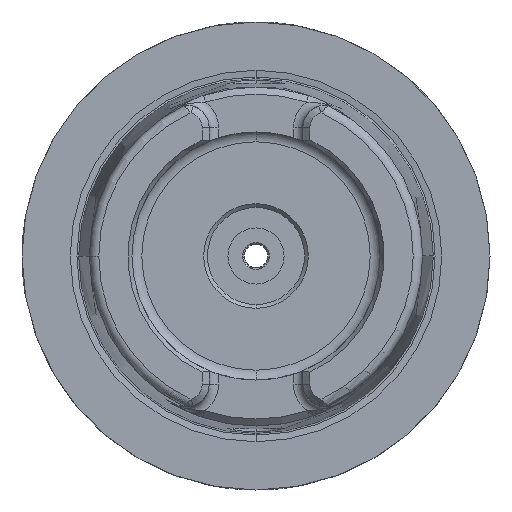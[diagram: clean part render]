
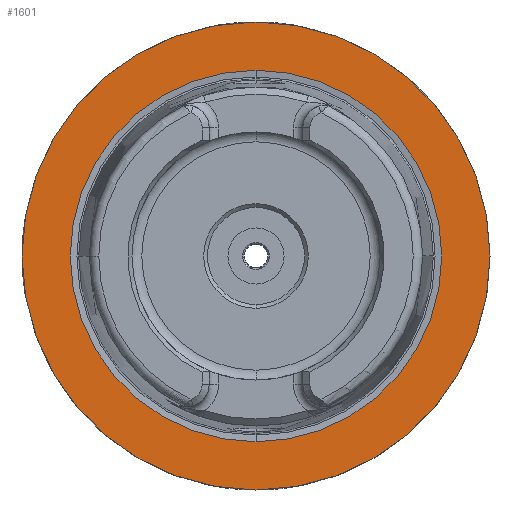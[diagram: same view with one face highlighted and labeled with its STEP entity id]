
A CAD part, left-side view. The second image highlights one B-rep face of the part: STEP entity #1601.
In plain terms, the highlighted planar face has unit normal (-1, 0, 0).
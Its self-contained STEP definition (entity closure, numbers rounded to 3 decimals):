
#55 = DIRECTION ( 'NONE',  ( -1., 0., 0. ) ) ;
#272 = AXIS2_PLACEMENT_3D ( 'NONE', #7822, #6894, #12409 ) ;
#284 = CARTESIAN_POINT ( 'NONE',  ( 0., 0., 0. ) ) ;
#366 = FACE_BOUND ( 'NONE', #5767, .T. ) ;
#569 = VERTEX_POINT ( 'NONE', #11699 ) ;
#901 = VERTEX_POINT ( 'NONE', #4123 ) ;
#1250 = DIRECTION ( 'NONE',  ( 0., 0., 1. ) ) ;
#1411 = ORIENTED_EDGE ( 'NONE', *, *, #9370, .T. ) ;
#1601 = ADVANCED_FACE ( 'NONE', ( #10215, #366 ), #6552, .F. ) ;
#2228 = DIRECTION ( 'NONE',  ( -1., 0., 0. ) ) ;
#2858 = ORIENTED_EDGE ( 'NONE', *, *, #11736, .F. ) ;
#3423 = DIRECTION ( 'NONE',  ( -1., 0., 0. ) ) ;
#4123 = CARTESIAN_POINT ( 'NONE',  ( 0., 0., -50. ) ) ;
#4626 = AXIS2_PLACEMENT_3D ( 'NONE', #9139, #3423, #10086 ) ;
#4632 = CARTESIAN_POINT ( 'NONE',  ( 0., 0., -39.682 ) ) ;
#5131 = ORIENTED_EDGE ( 'NONE', *, *, #8519, .T. ) ;
#5764 = CARTESIAN_POINT ( 'NONE',  ( 0., 0., 0. ) ) ;
#5767 = EDGE_LOOP ( 'NONE', ( #2858, #9980 ) ) ;
#5818 = CARTESIAN_POINT ( 'NONE',  ( 0., 0., 39.682 ) ) ;
#6480 = CIRCLE ( 'NONE', #4626, 39.682 ) ;
#6552 = PLANE ( 'NONE',  #272 ) ;
#6703 = EDGE_CURVE ( 'NONE', #7117, #7970, #7589, .T. ) ;
#6724 = DIRECTION ( 'NONE',  ( 0., 0., 1. ) ) ;
#6894 = DIRECTION ( 'NONE',  ( 1., 0., 0. ) ) ;
#6937 = DIRECTION ( 'NONE',  ( -1., 0., 0. ) ) ;
#7117 = VERTEX_POINT ( 'NONE', #4632 ) ;
#7560 = AXIS2_PLACEMENT_3D ( 'NONE', #5764, #55, #6724 ) ;
#7589 = CIRCLE ( 'NONE', #8900, 39.682 ) ;
#7822 = CARTESIAN_POINT ( 'NONE',  ( 0., 0., 0. ) ) ;
#7905 = CARTESIAN_POINT ( 'NONE',  ( 0., 0., 0. ) ) ;
#7970 = VERTEX_POINT ( 'NONE', #5818 ) ;
#8519 = EDGE_CURVE ( 'NONE', #569, #901, #12211, .T. ) ;
#8876 = DIRECTION ( 'NONE',  ( 0., 0., 1. ) ) ;
#8900 = AXIS2_PLACEMENT_3D ( 'NONE', #7905, #2228, #8876 ) ;
#9139 = CARTESIAN_POINT ( 'NONE',  ( 0., 0., 0. ) ) ;
#9370 = EDGE_CURVE ( 'NONE', #901, #569, #11970, .T. ) ;
#9980 = ORIENTED_EDGE ( 'NONE', *, *, #6703, .F. ) ;
#10086 = DIRECTION ( 'NONE',  ( 0., 0., 1. ) ) ;
#10215 = FACE_OUTER_BOUND ( 'NONE', #11011, .T. ) ;
#10290 = AXIS2_PLACEMENT_3D ( 'NONE', #284, #6937, #1250 ) ;
#11011 = EDGE_LOOP ( 'NONE', ( #5131, #1411 ) ) ;
#11699 = CARTESIAN_POINT ( 'NONE',  ( 0., 0., 50. ) ) ;
#11736 = EDGE_CURVE ( 'NONE', #7970, #7117, #6480, .T. ) ;
#11970 = CIRCLE ( 'NONE', #7560, 50. ) ;
#12211 = CIRCLE ( 'NONE', #10290, 50. ) ;
#12409 = DIRECTION ( 'NONE',  ( 0., 0., -1. ) ) ;
